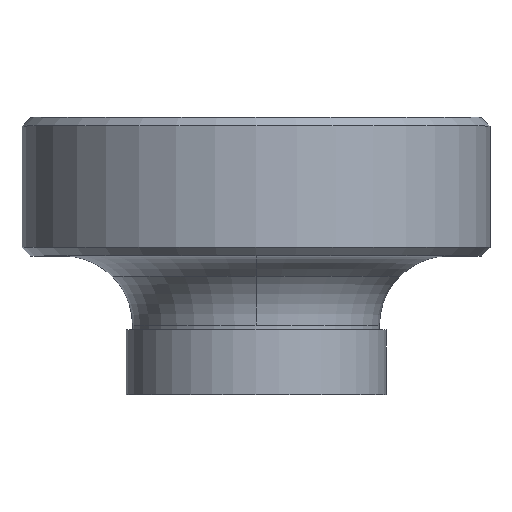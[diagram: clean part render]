
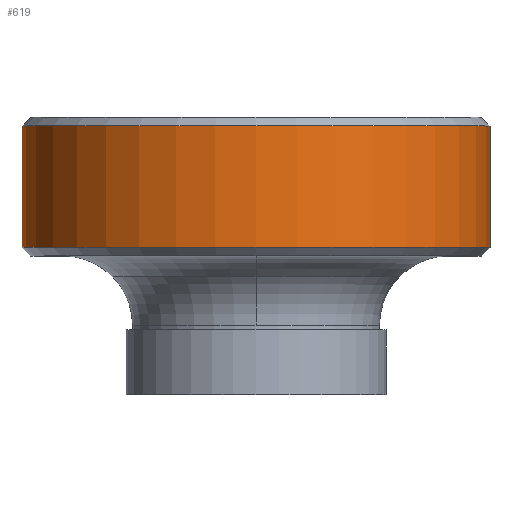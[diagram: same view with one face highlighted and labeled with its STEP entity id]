
A CAD part, top view. The second image highlights one B-rep face of the part: STEP entity #619.
In plain terms, the highlighted cylindrical face has radius 5.4 mm (diameter 10.8 mm), a partial arc.
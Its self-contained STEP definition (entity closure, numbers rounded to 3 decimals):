
#201=CARTESIAN_POINT('',(0.,6.2,0.));
#202=DIRECTION('',(0.,1.,0.));
#203=DIRECTION('',(-1.,0.,0.));
#204=AXIS2_PLACEMENT_3D('',#201,#202,#203);
#224=DIRECTION('',(0.,-1.,0.));
#225=VECTOR('',#224,2.8);
#226=CARTESIAN_POINT('',(-5.4,6.2,0.));
#227=LINE('',#226,#225);
#231=DIRECTION('',(0.,-1.,0.));
#232=VECTOR('',#231,2.8);
#233=CARTESIAN_POINT('',(5.4,6.2,0.));
#234=LINE('',#233,#232);
#238=CARTESIAN_POINT('',(0.,3.4,0.));
#239=DIRECTION('',(0.,-1.,0.));
#240=DIRECTION('',(1.,0.,0.));
#241=AXIS2_PLACEMENT_3D('',#238,#239,#240);
#456=CARTESIAN_POINT('',(5.4,3.4,0.));
#458=VERTEX_POINT('',#456);
#460=CARTESIAN_POINT('',(-5.4,3.4,0.));
#462=VERTEX_POINT('',#460);
#464=CARTESIAN_POINT('',(5.4,6.2,0.));
#465=VERTEX_POINT('',#464);
#466=CARTESIAN_POINT('',(-5.4,6.2,0.));
#467=VERTEX_POINT('',#466);
#607=CARTESIAN_POINT('',(0.,4.8,0.));
#608=DIRECTION('',(0.,-1.,0.));
#609=DIRECTION('',(1.,0.,0.));
#610=AXIS2_PLACEMENT_3D('',#607,#608,#609);
#611=CYLINDRICAL_SURFACE('',#610,5.4);
#612=ORIENTED_EDGE('',*,*,#572,.T.);
#613=ORIENTED_EDGE('',*,*,#602,.T.);
#615=ORIENTED_EDGE('',*,*,#614,.T.);
#616=ORIENTED_EDGE('',*,*,#598,.F.);
#617=EDGE_LOOP('',(#612,#613,#615,#616));
#618=FACE_OUTER_BOUND('',#617,.F.);
#205=CIRCLE('',#204,5.4);
#242=CIRCLE('',#241,5.4);
#572=EDGE_CURVE('',#467,#465,#205,.T.);
#598=EDGE_CURVE('',#467,#462,#227,.T.);
#602=EDGE_CURVE('',#465,#458,#234,.T.);
#614=EDGE_CURVE('',#458,#462,#242,.T.);
#619=ADVANCED_FACE('',(#618),#611,.T.);
